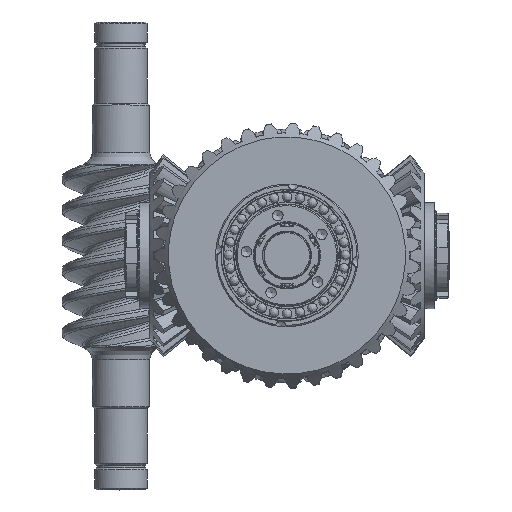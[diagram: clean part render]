
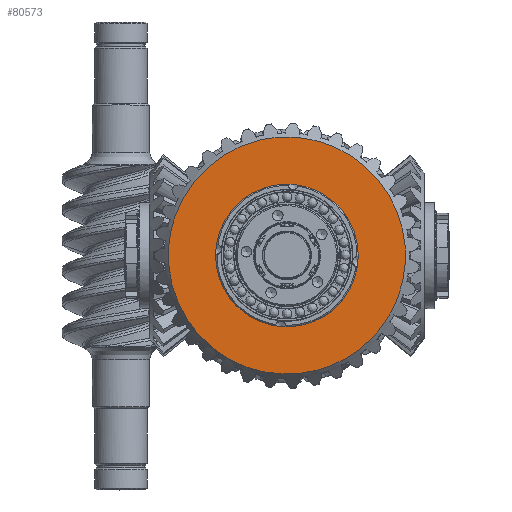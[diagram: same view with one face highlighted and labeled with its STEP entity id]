
A CAD part, top view. The second image highlights one B-rep face of the part: STEP entity #80573.
In plain terms, the highlighted free-form (B-spline) face has degree [1, 1] with [2, 2] control points.
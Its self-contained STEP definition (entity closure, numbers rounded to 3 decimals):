
#69768 = EDGE_CURVE('',#69769,#69771,#69773,.T.);
#69769 = VERTEX_POINT('',#69770);
#69770 = CARTESIAN_POINT('',(115.477,-47.418,
    266.003));
#69771 = VERTEX_POINT('',#69772);
#69772 = CARTESIAN_POINT('',(228.498,47.418,
    266.003));
#69773 = ( BOUNDED_CURVE() B_SPLINE_CURVE(2,(#69774,#69775,#69776,#69777
,#69778),.UNSPECIFIED.,.F.,.F.) B_SPLINE_CURVE_WITH_KNOTS((3,2,3),(0.,
1.571,3.142),.PIECEWISE_BEZIER_KNOTS.) CURVE() 
GEOMETRIC_REPRESENTATION_ITEM() RATIONAL_B_SPLINE_CURVE((1.,
0.707,1.,0.707,1.)) REPRESENTATION_ITEM('') );
#69774 = CARTESIAN_POINT('',(115.477,-47.418,
    266.003));
#69775 = CARTESIAN_POINT('',(162.895,-103.928,
    266.003));
#69776 = CARTESIAN_POINT('',(219.405,-56.51,
    266.003));
#69777 = CARTESIAN_POINT('',(275.916,-9.093,
    266.003));
#69778 = CARTESIAN_POINT('',(228.498,47.418,
    266.003));
#69947 = EDGE_CURVE('',#69771,#69769,#69948,.T.);
#69948 = ( BOUNDED_CURVE() B_SPLINE_CURVE(2,(#69949,#69950,#69951,#69952
,#69953),.UNSPECIFIED.,.F.,.F.) B_SPLINE_CURVE_WITH_KNOTS((3,2,3),(
    3.142,4.712,6.283),
.PIECEWISE_BEZIER_KNOTS.) CURVE() GEOMETRIC_REPRESENTATION_ITEM() 
RATIONAL_B_SPLINE_CURVE((1.,0.707,1.,0.707,1.)) 
REPRESENTATION_ITEM('') );
#69949 = CARTESIAN_POINT('',(228.498,47.418,
    266.003));
#69950 = CARTESIAN_POINT('',(181.08,103.928,
    266.003));
#69951 = CARTESIAN_POINT('',(124.57,56.51,
    266.003));
#69952 = CARTESIAN_POINT('',(68.059,9.093,
    266.003));
#69953 = CARTESIAN_POINT('',(115.477,-47.418,
    266.003));
#80324 = EDGE_CURVE('',#80325,#80327,#80329,.T.);
#80325 = VERTEX_POINT('',#80326);
#80326 = CARTESIAN_POINT('',(49.659,11.01,
    266.003));
#80327 = VERTEX_POINT('',#80328);
#80328 = CARTESIAN_POINT('',(144.658,119.744,
    266.003));
#80329 = ( BOUNDED_CURVE() B_SPLINE_CURVE(2,(#80330,#80331,#80332,#80333
,#80334),.UNSPECIFIED.,.F.,.F.) B_SPLINE_CURVE_WITH_KNOTS((3,2,3),(
    6.193,8.707,11.22),
.PIECEWISE_BEZIER_KNOTS.) CURVE() GEOMETRIC_REPRESENTATION_ITEM() 
RATIONAL_B_SPLINE_CURVE((1.,0.309,1.,0.309,1.)) 
REPRESENTATION_ITEM('') );
#80330 = CARTESIAN_POINT('',(49.659,11.01,
    266.003));
#80331 = CARTESIAN_POINT('',(15.773,-365.477,
    266.003));
#80332 = CARTESIAN_POINT('',(264.482,-80.811,
    266.003));
#80333 = CARTESIAN_POINT('',(513.19,203.856,
    266.003));
#80334 = CARTESIAN_POINT('',(144.658,119.744,
    266.003));
#80336 = EDGE_CURVE('',#80327,#80325,#80337,.T.);
#80337 = ( BOUNDED_CURVE() B_SPLINE_CURVE(2,(#80338,#80339,#80340),
.UNSPECIFIED.,.F.,.F.) B_SPLINE_CURVE_WITH_KNOTS((3,3),(4.937,
6.193),.PIECEWISE_BEZIER_KNOTS.) CURVE() 
GEOMETRIC_REPRESENTATION_ITEM() RATIONAL_B_SPLINE_CURVE((1.,
0.809,1.)) REPRESENTATION_ITEM('') );
#80338 = CARTESIAN_POINT('',(144.658,119.744,
    266.003));
#80339 = CARTESIAN_POINT('',(57.658,99.887,
    266.003));
#80340 = CARTESIAN_POINT('',(49.659,11.01,
    266.003));
#80573 = ADVANCED_FACE('',(#80574,#80578),#80582,.T.);
#80574 = FACE_BOUND('',#80575,.T.);
#80575 = EDGE_LOOP('',(#80576,#80577));
#80576 = ORIENTED_EDGE('',*,*,#80324,.T.);
#80577 = ORIENTED_EDGE('',*,*,#80336,.T.);
#80578 = FACE_BOUND('',#80579,.T.);
#80579 = EDGE_LOOP('',(#80580,#80581));
#80580 = ORIENTED_EDGE('',*,*,#69768,.F.);
#80581 = ORIENTED_EDGE('',*,*,#69947,.F.);
#80582 = B_SPLINE_SURFACE_WITH_KNOTS('',1,1,(
    (#80583,#80584)
    ,(#80585,#80586
    )),.UNSPECIFIED.,.F.,.F.,.F.,(2,2),(2,2),(-72.842,
    218.527),(-145.684,145.684),
  .PIECEWISE_BEZIER_KNOTS.);
#80583 = CARTESIAN_POINT('',(49.164,-122.823,
    266.003));
#80584 = CARTESIAN_POINT('',(49.164,122.823,
    266.003));
#80585 = CARTESIAN_POINT('',(294.811,-122.823,
    266.003));
#80586 = CARTESIAN_POINT('',(294.811,122.823,
    266.003));
